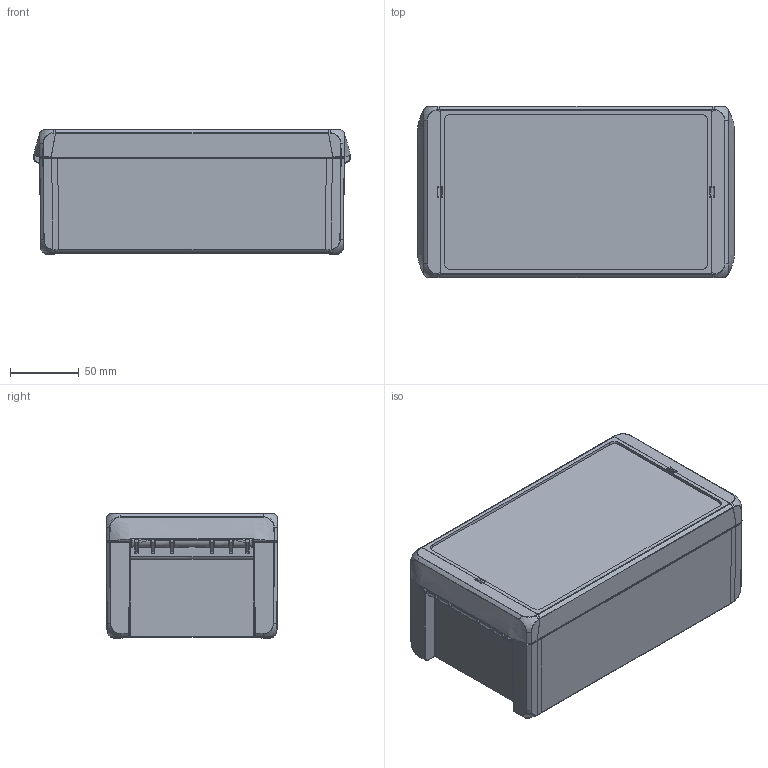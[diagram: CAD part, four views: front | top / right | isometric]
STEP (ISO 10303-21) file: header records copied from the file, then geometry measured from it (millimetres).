
FILE_DESCRIPTION(/* description */ (''),/* implementation_level */ '2;1');
FILE_NAME(/* name */ 'B-221309_3Dsym.stp',/* time_stamp */ '2016-05-11T14:01:15+02:00',/* author */ ('haertel'),/* organization */ (''),/* preprocessor_version */ 'ST-DEVELOPER v16.1',/* originating_system */ 'Autodesk Inventor 2016',/* authorisation */ '');
FILE_SCHEMA (('AUTOMOTIVE_DESIGN { 1 0 10303 214 3 1 1 }'));
Products named in the file (4): 1010362_3Dsym; 1010360_3Dsym; 1010349_3Dsym; B-221309_3Dsym
Assembly tree (4 placements, depth 2):
  B-221309_3Dsym
    1010362_3Dsym
    1010360_3Dsym
    1010349_3Dsym  x2
Bounding box: 231 x 125 x 91 mm (x, y, z)
Volume: 384487.4 mm3; surface area: 275228.7 mm2
Topology: 4 solids, 4 shells, 2442 faces, 6292 edges, 3874 vertices
Faces by surface type: cylinder 810, plane 778, bspline 574, cone 140, sphere 76, torus 64
Full cylindrical faces by diameter (mm): 4 x4, 4.25 x4
Entity records: 116115 total; most frequent: CARTESIAN_POINT 67546, ORIENTED_EDGE 10266, DIRECTION 9869, EDGE_CURVE 5133, AXIS2_PLACEMENT_3D 3788, VERTEX_POINT 3239, EDGE_LOOP 2330, LINE 2293
